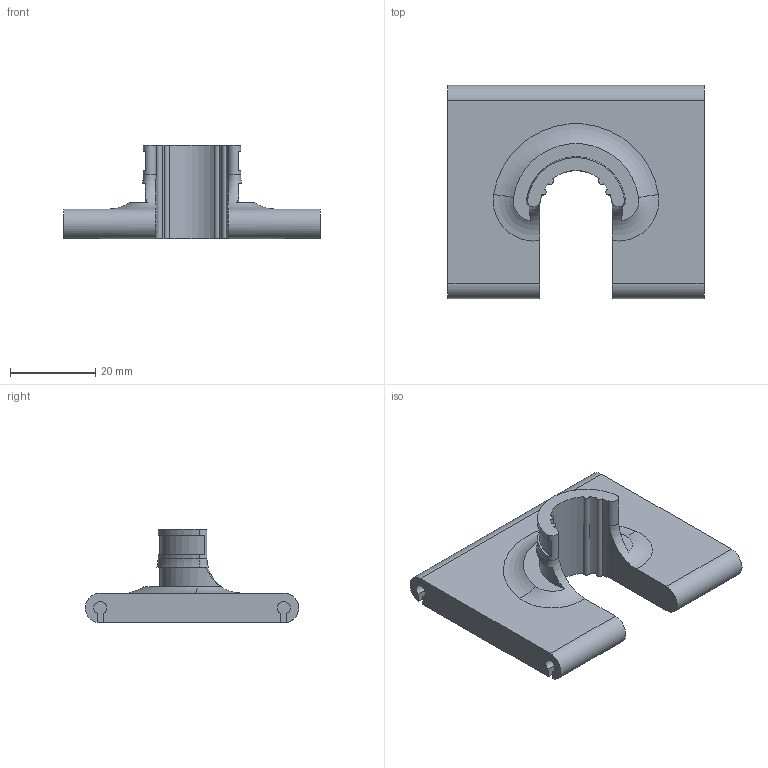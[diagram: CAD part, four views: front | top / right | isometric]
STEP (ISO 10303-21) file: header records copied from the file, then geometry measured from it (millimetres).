
FILE_DESCRIPTION(/* description */ ('STEP AP203'),/* implementation_level */ '2;1');
FILE_NAME(/* name */ '9-link-end-effector.step',/* time_stamp */ '2025-05-03T11:54:52+02:00',/* author */ (''),/* organization */ (''),/* preprocessor_version */ 'ST-DEVELOPER v20.1',/* originating_system */ 'Autodesk Translation Framework v14.4.0.0',/* authorisation */ '');
FILE_SCHEMA (('AUTOMOTIVE_DESIGN { 1 0 10303 214 3 1 1 }'));
Length unit declared in the file: millimetre
Products named in the file (1): link-end-effector
Bounding box: 60 x 50 x 22 mm (x, y, z)
Volume: 18541 mm3; surface area: 8077.1 mm2
Topology: 1 solids, 1 shells, 49 faces, 139 edges, 92 vertices
Faces by surface type: plane 23, cylinder 22, torus 4
Entity records: 1700 total; most frequent: CARTESIAN_POINT 331, DIRECTION 298, ORIENTED_EDGE 278, EDGE_CURVE 139, AXIS2_PLACEMENT_3D 115, VERTEX_POINT 92, LINE 68, VECTOR 68
